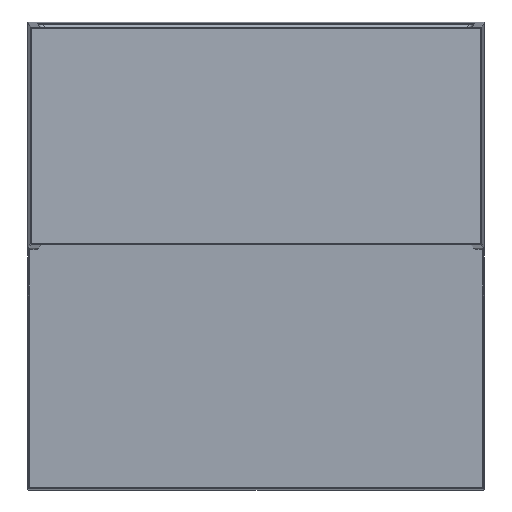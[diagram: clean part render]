
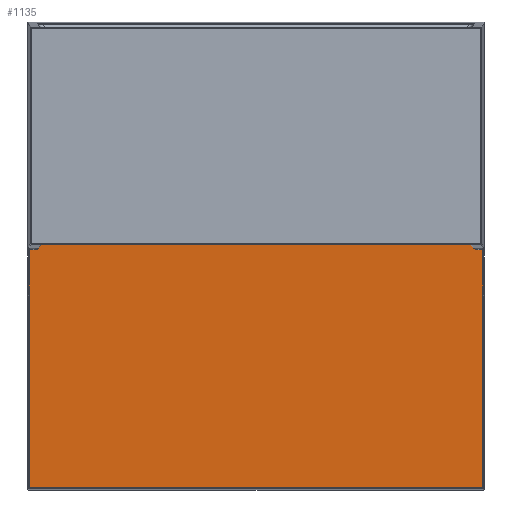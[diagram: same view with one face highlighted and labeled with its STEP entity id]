
A CAD part, top view. The second image highlights one B-rep face of the part: STEP entity #1135.
In plain terms, the highlighted planar face has unit normal (0, -0.052, 0.999).
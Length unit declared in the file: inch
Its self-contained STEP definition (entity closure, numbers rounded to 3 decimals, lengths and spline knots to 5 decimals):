
#36 = CARTESIAN_POINT ( 'NONE',  ( -2.93773, 0.07817, 0.70164 ) ) ;
#65 = DIRECTION ( 'NONE',  ( -1., 0., 0. ) ) ;
#82 = CARTESIAN_POINT ( 'NONE',  ( -2.93075, -3.00616, 0.54 ) ) ;
#84 = DIRECTION ( 'NONE',  ( -0.001, -0.999, -0.052 ) ) ;
#87 = DIRECTION ( 'NONE',  ( -1., 0., 0. ) ) ;
#88 = CARTESIAN_POINT ( 'NONE',  ( 2.81271, 0.07817, 0.70164 ) ) ;
#189 = ORIENTED_EDGE ( 'NONE', *, *, #1045, .T. ) ;
#195 = VERTEX_POINT ( 'NONE', #938 ) ;
#205 = VERTEX_POINT ( 'NONE', #958 ) ;
#221 = ORIENTED_EDGE ( 'NONE', *, *, #1010, .T. ) ;
#261 = VERTEX_POINT ( 'NONE', #897 ) ;
#309 = VERTEX_POINT ( 'NONE', #869 ) ;
#314 = ORIENTED_EDGE ( 'NONE', *, *, #986, .F. ) ;
#422 = ORIENTED_EDGE ( 'NONE', *, *, #1037, .T. ) ;
#433 = VERTEX_POINT ( 'NONE', #912 ) ;
#460 = ORIENTED_EDGE ( 'NONE', *, *, #1039, .T. ) ;
#475 = ORIENTED_EDGE ( 'NONE', *, *, #979, .T. ) ;
#488 = ORIENTED_EDGE ( 'NONE', *, *, #999, .F. ) ;
#510 = ORIENTED_EDGE ( 'NONE', *, *, #991, .T. ) ;
#521 = VERTEX_POINT ( 'NONE', #802 ) ;
#627 = AXIS2_PLACEMENT_3D ( 'NONE', #1461, #1350, #1329 ) ;
#718 = CARTESIAN_POINT ( 'NONE',  ( 2.93074, -2.99699, 0.54048 ) ) ;
#736 = CARTESIAN_POINT ( 'NONE',  ( -2.93074, -2.99699, 0.54048 ) ) ;
#802 = CARTESIAN_POINT ( 'NONE',  ( -2.83839, 0.07817, 0.70164 ) ) ;
#812 = CARTESIAN_POINT ( 'NONE',  ( 2.68769, 0.22317, 0.70924 ) ) ;
#813 = CARTESIAN_POINT ( 'NONE',  ( 2.72936, 0.18308, 0.70714 ) ) ;
#814 = CARTESIAN_POINT ( 'NONE',  ( 2.77104, 0.14298, 0.70504 ) ) ;
#815 = CARTESIAN_POINT ( 'NONE',  ( 2.81271, 0.10288, 0.70294 ) ) ;
#817 = CARTESIAN_POINT ( 'NONE',  ( 2.82127, 0.09464, 0.70251 ) ) ;
#830 = CARTESIAN_POINT ( 'NONE',  ( 2.82983, 0.08641, 0.70207 ) ) ;
#845 = CARTESIAN_POINT ( 'NONE',  ( 2.83839, 0.07817, 0.70164 ) ) ;
#869 = CARTESIAN_POINT ( 'NONE',  ( 2.68769, 0.22317, 0.70924 ) ) ;
#874 = DIRECTION ( 'NONE',  ( 1., 0., 0. ) ) ;
#875 = CARTESIAN_POINT ( 'NONE',  ( -2.95, 0.22317, 0.70924 ) ) ;
#897 = CARTESIAN_POINT ( 'NONE',  ( -2.68769, 0.22317, 0.70924 ) ) ;
#904 = DIRECTION ( 'NONE',  ( 1., 0., 0. ) ) ;
#905 = CARTESIAN_POINT ( 'NONE',  ( -2.95, -2.99699, 0.54048 ) ) ;
#912 = CARTESIAN_POINT ( 'NONE',  ( -2.92793, 0.07817, 0.70164 ) ) ;
#920 = CARTESIAN_POINT ( 'NONE',  ( -2.68769, 0.22317, 0.70924 ) ) ;
#921 = CARTESIAN_POINT ( 'NONE',  ( -2.72936, 0.18308, 0.70714 ) ) ;
#922 = CARTESIAN_POINT ( 'NONE',  ( -2.77104, 0.14298, 0.70504 ) ) ;
#923 = CARTESIAN_POINT ( 'NONE',  ( -2.81271, 0.10288, 0.70294 ) ) ;
#924 = CARTESIAN_POINT ( 'NONE',  ( -2.82127, 0.09464, 0.70251 ) ) ;
#933 = CARTESIAN_POINT ( 'NONE',  ( -2.83839, 0.07817, 0.70164 ) ) ;
#934 = CARTESIAN_POINT ( 'NONE',  ( -2.82983, 0.08641, 0.70207 ) ) ;
#938 = CARTESIAN_POINT ( 'NONE',  ( 2.83839, 0.07817, 0.70164 ) ) ;
#958 = CARTESIAN_POINT ( 'NONE',  ( 2.92793, 0.07817, 0.70164 ) ) ;
#959 = DIRECTION ( 'NONE',  ( -0.001, 0.999, 0.052 ) ) ;
#964 = CARTESIAN_POINT ( 'NONE',  ( 2.92793, 0.07816, 0.70164 ) ) ;
#979 = EDGE_CURVE ( 'NONE', #1956, #205, #2052, .T. ) ;
#986 = EDGE_CURVE ( 'NONE', #521, #261, #1671, .T. ) ;
#991 = EDGE_CURVE ( 'NONE', #1846, #1956, #2103, .T. ) ;
#999 = EDGE_CURVE ( 'NONE', #261, #309, #2065, .T. ) ;
#1010 = EDGE_CURVE ( 'NONE', #195, #309, #1643, .T. ) ;
#1037 = EDGE_CURVE ( 'NONE', #433, #1846, #1746, .T. ) ;
#1039 = EDGE_CURVE ( 'NONE', #205, #195, #1962, .T. ) ;
#1045 = EDGE_CURVE ( 'NONE', #521, #433, #1927, .T. ) ;
#1135 = ADVANCED_FACE ( 'NONE', ( #1809 ), #1324, .F. ) ;
#1324 = PLANE ( 'NONE',  #627 ) ;
#1329 = DIRECTION ( 'NONE',  ( 0., 0.999, 0.052 ) ) ;
#1350 = DIRECTION ( 'NONE',  ( 0., 0.052, -0.999 ) ) ;
#1461 = CARTESIAN_POINT ( 'NONE',  ( -2.95, -3.00614, 0.54 ) ) ;
#1643 = B_SPLINE_CURVE_WITH_KNOTS ( 'NONE', 3,
 ( #845, #830, #817, #815, #814, #813, #812 ),
 .UNSPECIFIED., .F., .F.,
 ( 4, 3, 4 ),
 ( -0.20539, 0., 1. ),
 .UNSPECIFIED. ) ;
#1671 = B_SPLINE_CURVE_WITH_KNOTS ( 'NONE', 3,
 ( #933, #934, #924, #923, #922, #921, #920 ),
 .UNSPECIFIED., .F., .F.,
 ( 4, 3, 4 ),
 ( -0.20539, 0., 1. ),
 .UNSPECIFIED. ) ;
#1745 = VECTOR ( 'NONE', #84, 39.37008 ) ;
#1746 = LINE ( 'NONE', #82, #1745 ) ;
#1809 = FACE_OUTER_BOUND ( 'NONE', #1942, .T. ) ;
#1846 = VERTEX_POINT ( 'NONE', #736 ) ;
#1923 = VECTOR ( 'NONE', #65, 39.37008 ) ;
#1927 = LINE ( 'NONE', #36, #1923 ) ;
#1942 = EDGE_LOOP ( 'NONE', ( #510, #475, #460, #221, #488, #314, #189, #422 ) ) ;
#1949 = VECTOR ( 'NONE', #87, 39.37008 ) ;
#1956 = VERTEX_POINT ( 'NONE', #718 ) ;
#1962 = LINE ( 'NONE', #88, #1949 ) ;
#2051 = VECTOR ( 'NONE', #959, 39.37008 ) ;
#2052 = LINE ( 'NONE', #964, #2051 ) ;
#2065 = LINE ( 'NONE', #875, #2077 ) ;
#2077 = VECTOR ( 'NONE', #874, 39.37008 ) ;
#2103 = LINE ( 'NONE', #905, #2107 ) ;
#2107 = VECTOR ( 'NONE', #904, 39.37008 ) ;
